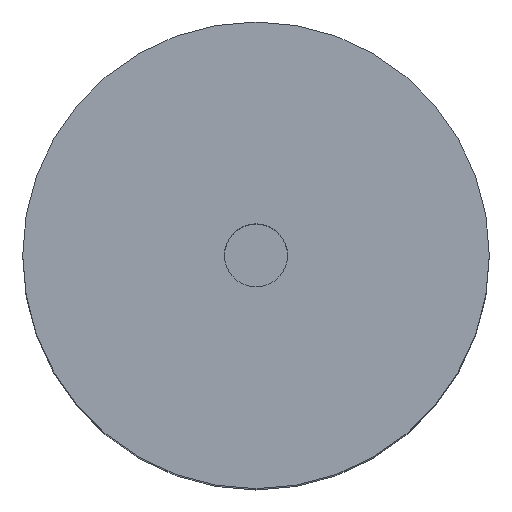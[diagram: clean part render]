
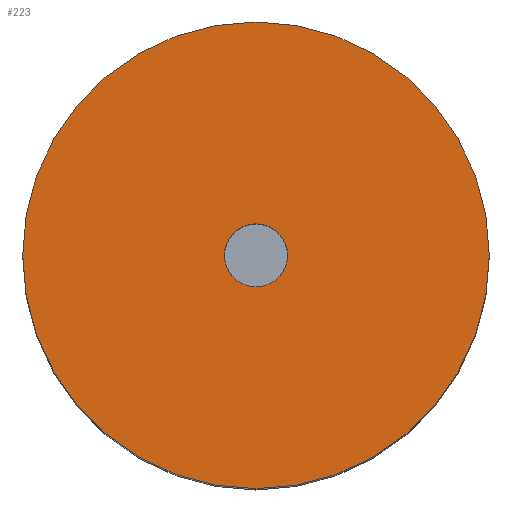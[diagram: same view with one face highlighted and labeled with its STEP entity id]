
A CAD part, top view. The second image highlights one B-rep face of the part: STEP entity #223.
In plain terms, the highlighted planar face has unit normal (0, 0, 1).
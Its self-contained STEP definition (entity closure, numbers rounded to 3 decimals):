
#45=FACE_BOUND('',#82,.T.);
#61=FACE_OUTER_BOUND('',#81,.T.);
#81=EDGE_LOOP('',(#193));
#82=EDGE_LOOP('',(#194));
#107=CIRCLE('',#269,20.);
#108=CIRCLE('',#270,2.7);
#125=VERTEX_POINT('',#401);
#126=VERTEX_POINT('',#403);
#150=EDGE_CURVE('',#125,#125,#107,.T.);
#151=EDGE_CURVE('',#126,#126,#108,.T.);
#193=ORIENTED_EDGE('',*,*,#150,.T.);
#194=ORIENTED_EDGE('',*,*,#151,.T.);
#211=PLANE('',#268);
#223=ADVANCED_FACE('',(#61,#45),#211,.T.);
#268=AXIS2_PLACEMENT_3D('',#400,#336,#337);
#269=AXIS2_PLACEMENT_3D('',#402,#338,#339);
#270=AXIS2_PLACEMENT_3D('',#404,#340,#341);
#336=DIRECTION('center_axis',(0.,0.,1.));
#337=DIRECTION('ref_axis',(1.,0.,0.));
#338=DIRECTION('center_axis',(0.,0.,1.));
#339=DIRECTION('ref_axis',(1.,0.,0.));
#340=DIRECTION('center_axis',(0.,0.,-1.));
#341=DIRECTION('ref_axis',(1.,0.,0.));
#400=CARTESIAN_POINT('Origin',(0.,0.,64.));
#401=CARTESIAN_POINT('',(20.,0.,64.));
#402=CARTESIAN_POINT('Origin',(0.,0.,64.));
#403=CARTESIAN_POINT('',(2.7,0.,64.));
#404=CARTESIAN_POINT('Origin',(0.,0.,64.));
